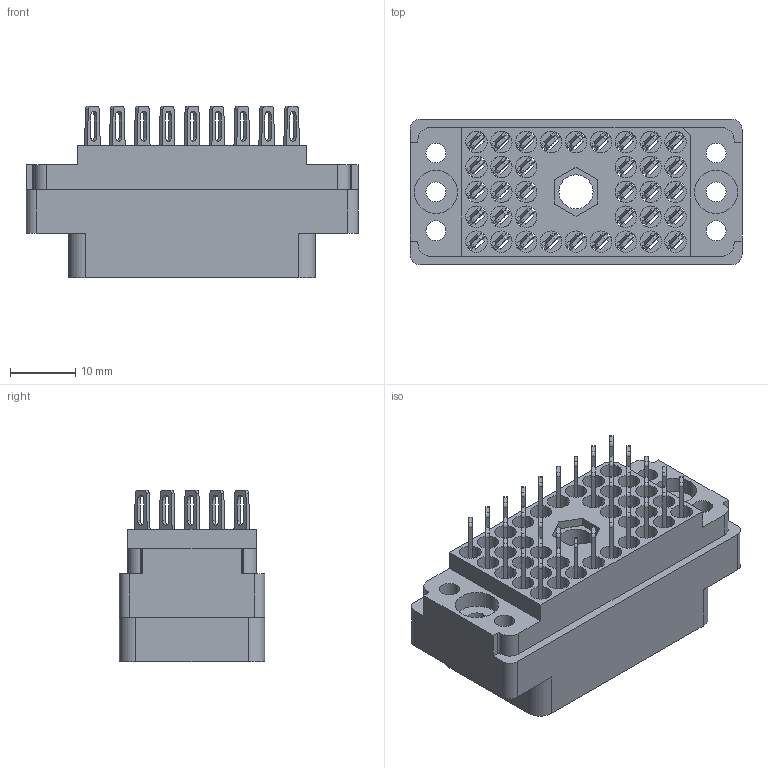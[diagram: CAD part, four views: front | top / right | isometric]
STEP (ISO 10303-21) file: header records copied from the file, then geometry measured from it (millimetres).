
FILE_DESCRIPTION (( 'STEP AP203' ), '1' );
FILE_NAME ('519-036-500-300.STEP', '2020-03-02T21:42:32', ( '' ), ( '' ), 'SwSTEP 2.0', 'SolidWorks 2016', '' );
FILE_SCHEMA (( 'CONFIG_CONTROL_DESIGN' ));
Length unit declared in the file: inch
Products named in the file (3): 519 Plug Insulator_036; 519-036-500-300; 516-292-001_500 Contact
Assembly tree (37 placements, depth 2):
  519-036-500-300
    519 Plug Insulator_036
    516-292-001_500 Contact  x36
Bounding box: 50.8 x 22.25 x 26.26 mm (x, y, z)
Volume: 10239 mm3; surface area: 17913.6 mm2
Topology: 37 solids, 37 shells, 3591 faces, 10427 edges, 6926 vertices
Faces by surface type: plane 2163, cylinder 1210, bspline 216, cone 2
Entity records: 32681 total; most frequent: CARTESIAN_POINT 5799, ORIENTED_EDGE 5454, DIRECTION 5289, EDGE_CURVE 2727, VECTOR 2027, LINE 2027, VERTEX_POINT 1816, AXIS2_PLACEMENT_3D 1631
